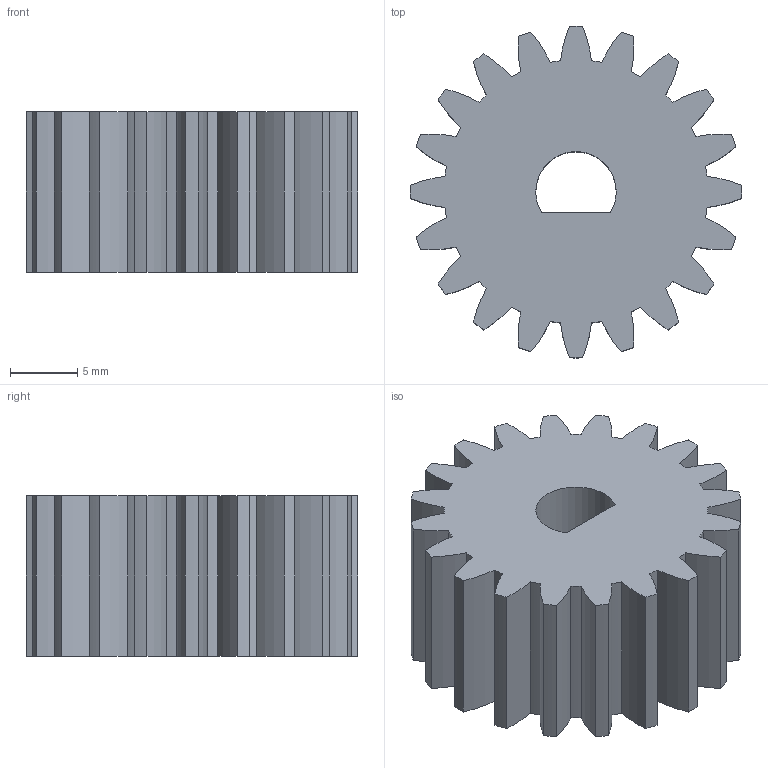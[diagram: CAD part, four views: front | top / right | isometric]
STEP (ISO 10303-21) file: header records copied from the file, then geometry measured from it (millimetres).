
FILE_DESCRIPTION(/* description */ (''),/* implementation_level */ '2;1');
FILE_NAME(/* name */ 'Spur Gear12.step',/* time_stamp */ '2025-03-07T01:26:37+01:00',/* author */ ('klawy'),/* organization */ (''),/* preprocessor_version */ 'ST-DEVELOPER v20',/* originating_system */ 'Autodesk Inventor 2025',/* authorisation */ '');
FILE_SCHEMA (('AUTOMOTIVE_DESIGN { 1 0 10303 214 3 1 1 }'));
Length unit declared in the file: millimetre
Products named in the file (1): Spur Gear1
Bounding box: 24.74 x 24.74 x 12 mm (x, y, z)
Volume: 4455.1 mm3; surface area: 2661.9 mm2
Topology: 1 solids, 1 shells, 84 faces, 246 edges, 164 vertices
Faces by surface type: cylinder 81, plane 3
Entity records: 2939 total; most frequent: DIRECTION 578, CARTESIAN_POINT 495, ORIENTED_EDGE 492, AXIS2_PLACEMENT_3D 247, EDGE_CURVE 246, VERTEX_POINT 164, CIRCLE 162, EDGE_LOOP 86
